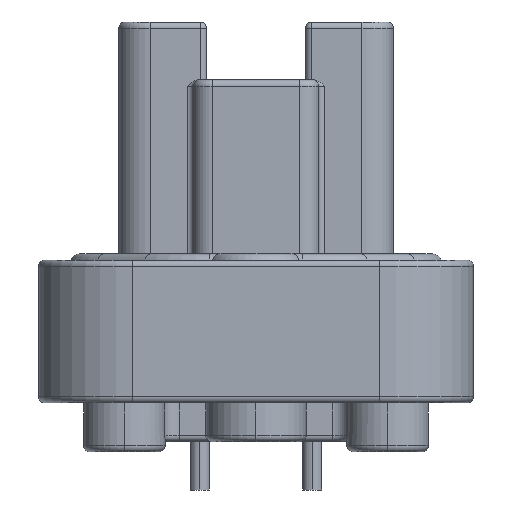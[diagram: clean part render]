
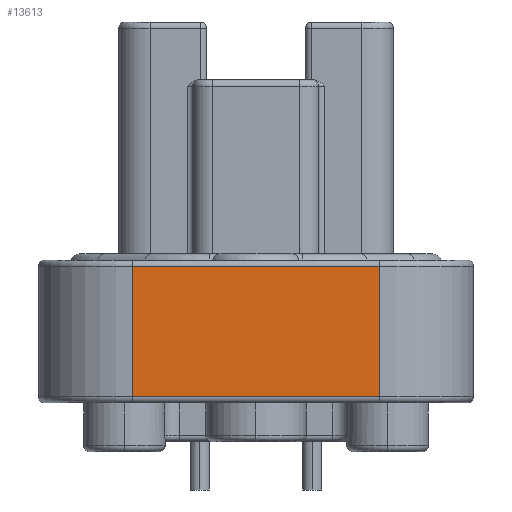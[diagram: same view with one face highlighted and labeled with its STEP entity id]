
A CAD part, left-side view. The second image highlights one B-rep face of the part: STEP entity #13613.
In plain terms, the highlighted planar face has unit normal (-1, 0, 0).
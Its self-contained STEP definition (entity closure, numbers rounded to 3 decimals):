
#2408=DIRECTION('',(0.,0.,-1.));
#2409=VECTOR('',#2408,10.541);
#2410=CARTESIAN_POINT('',(-29.604,10.008,-19.812));
#2411=LINE('',#2410,#2409);
#3177=DIRECTION('',(0.,1.,0.));
#3178=VECTOR('',#3177,20.015);
#3179=CARTESIAN_POINT('',(-29.604,-10.008,-30.353));
#3180=LINE('',#3179,#3178);
#3181=DIRECTION('',(0.,-1.,0.));
#3182=VECTOR('',#3181,20.015);
#3183=CARTESIAN_POINT('',(-29.604,10.008,-19.812));
#3184=LINE('',#3183,#3182);
#3185=DIRECTION('',(0.,0.,-1.));
#3186=VECTOR('',#3185,10.541);
#3187=CARTESIAN_POINT('',(-29.604,-10.008,-19.812));
#3188=LINE('',#3187,#3186);
#8880=CARTESIAN_POINT('',(-29.604,10.008,-19.812));
#8881=CARTESIAN_POINT('',(-29.604,-10.008,-19.812));
#8882=VERTEX_POINT('',#8880);
#8883=VERTEX_POINT('',#8881);
#8977=CARTESIAN_POINT('',(-29.604,-10.008,-30.353));
#8979=VERTEX_POINT('',#8977);
#8982=CARTESIAN_POINT('',(-29.604,10.008,-30.353));
#8983=VERTEX_POINT('',#8982);
#13601=CARTESIAN_POINT('',(-29.604,-10.008,-19.304));
#13602=DIRECTION('',(-1.,0.,0.));
#13603=DIRECTION('',(0.,1.,0.));
#13604=AXIS2_PLACEMENT_3D('',#13601,#13602,#13603);
#13605=PLANE('',#13604);
#13606=ORIENTED_EDGE('',*,*,#13595,.T.);
#13607=ORIENTED_EDGE('',*,*,#12794,.F.);
#13608=ORIENTED_EDGE('',*,*,#12680,.T.);
#13610=ORIENTED_EDGE('',*,*,#13609,.T.);
#13611=EDGE_LOOP('',(#13606,#13607,#13608,#13610));
#13612=FACE_OUTER_BOUND('',#13611,.F.);
#13613=ADVANCED_FACE('',(#13612),#13605,.T.);
#12680=EDGE_CURVE('',#8882,#8883,#3184,.T.);
#12794=EDGE_CURVE('',#8882,#8983,#2411,.T.);
#13595=EDGE_CURVE('',#8979,#8983,#3180,.T.);
#13609=EDGE_CURVE('',#8883,#8979,#3188,.T.);
